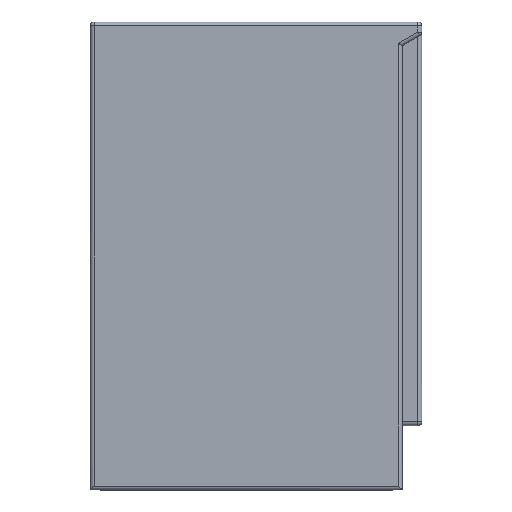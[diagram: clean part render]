
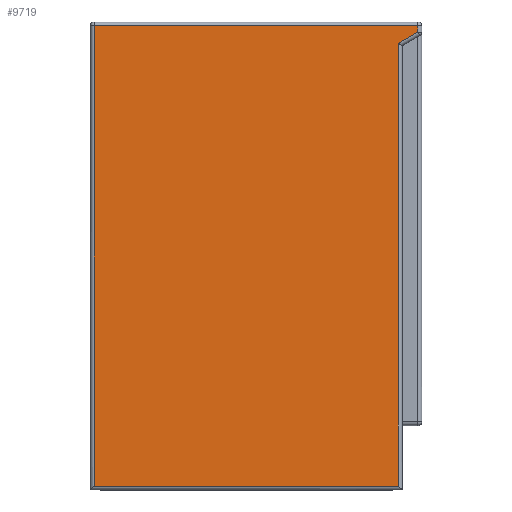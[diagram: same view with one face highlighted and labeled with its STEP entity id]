
A CAD part, front view. The second image highlights one B-rep face of the part: STEP entity #9719.
In plain terms, the highlighted planar face has unit normal (0, -1, 0).
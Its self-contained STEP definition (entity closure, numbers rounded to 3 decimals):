
#136 = ORIENTED_EDGE ( 'NONE', *, *, #13086, .T. ) ;
#238 = LINE ( 'NONE', #10353, #13654 ) ;
#457 = EDGE_CURVE ( 'NONE', #8389, #13329, #7904, .T. ) ;
#879 = CARTESIAN_POINT ( 'NONE',  ( 7.129, -11., 24.197 ) ) ;
#994 = EDGE_CURVE ( 'NONE', #2287, #6997, #1695, .T. ) ;
#1226 = VECTOR ( 'NONE', #6474, 1000. ) ;
#1695 = LINE ( 'NONE', #10379, #1857 ) ;
#1857 = VECTOR ( 'NONE', #10220, 1000. ) ;
#1907 = EDGE_CURVE ( 'NONE', #13329, #11934, #238, .T. ) ;
#2287 = VERTEX_POINT ( 'NONE', #9387 ) ;
#3675 = DIRECTION ( 'NONE',  ( 0., 0., 1. ) ) ;
#3968 = LINE ( 'NONE', #9351, #9675 ) ;
#4055 = ORIENTED_EDGE ( 'NONE', *, *, #457, .T. ) ;
#4405 = CARTESIAN_POINT ( 'NONE',  ( -9.171, -11., 0.716 ) ) ;
#5122 = ORIENTED_EDGE ( 'NONE', *, *, #7469, .T. ) ;
#5542 = DIRECTION ( 'NONE',  ( 0., 0., -1. ) ) ;
#5945 = CARTESIAN_POINT ( 'NONE',  ( -9.471, -11., 24.516 ) ) ;
#6474 = DIRECTION ( 'NONE',  ( 1., 0., 0. ) ) ;
#6870 = CARTESIAN_POINT ( 'NONE',  ( -9.171, -11., 24.516 ) ) ;
#6997 = VERTEX_POINT ( 'NONE', #7429 ) ;
#7057 = VERTEX_POINT ( 'NONE', #879 ) ;
#7203 = VECTOR ( 'NONE', #13652, 1000. ) ;
#7429 = CARTESIAN_POINT ( 'NONE',  ( 6.129, -11., 23.62 ) ) ;
#7469 = EDGE_CURVE ( 'NONE', #11934, #2287, #13028, .T. ) ;
#7823 = VECTOR ( 'NONE', #10712, 1000. ) ;
#7904 = LINE ( 'NONE', #6870, #7203 ) ;
#8279 = EDGE_CURVE ( 'NONE', #6997, #7057, #10851, .T. ) ;
#8302 = AXIS2_PLACEMENT_3D ( 'NONE', #4405, #12379, #5542 ) ;
#8389 = VERTEX_POINT ( 'NONE', #13190 ) ;
#8399 = CARTESIAN_POINT ( 'NONE',  ( 6.129, -11., 23.62 ) ) ;
#8714 = CARTESIAN_POINT ( 'NONE',  ( -9.171, -11., 0.916 ) ) ;
#8825 = PLANE ( 'NONE',  #8302 ) ;
#9351 = CARTESIAN_POINT ( 'NONE',  ( 7.129, -11., 0.716 ) ) ;
#9387 = CARTESIAN_POINT ( 'NONE',  ( 6.129, -11., 0.916 ) ) ;
#9675 = VECTOR ( 'NONE', #3675, 1000. ) ;
#9719 = ADVANCED_FACE ( 'NONE', ( #12072 ), #8825, .T. ) ;
#9895 = EDGE_LOOP ( 'NONE', ( #10212, #5122, #12471, #13018, #136, #4055 ) ) ;
#10212 = ORIENTED_EDGE ( 'NONE', *, *, #1907, .T. ) ;
#10220 = DIRECTION ( 'NONE',  ( 0., 0., 1. ) ) ;
#10353 = CARTESIAN_POINT ( 'NONE',  ( -9.471, -11., 0.716 ) ) ;
#10374 = DIRECTION ( 'NONE',  ( 0., 0., -1. ) ) ;
#10379 = CARTESIAN_POINT ( 'NONE',  ( 6.129, -11., 0.716 ) ) ;
#10712 = DIRECTION ( 'NONE',  ( 0.866, 0., 0.5 ) ) ;
#10851 = LINE ( 'NONE', #8399, #7823 ) ;
#11934 = VERTEX_POINT ( 'NONE', #14671 ) ;
#12072 = FACE_OUTER_BOUND ( 'NONE', #9895, .T. ) ;
#12379 = DIRECTION ( 'NONE',  ( 0., -1., 0. ) ) ;
#12471 = ORIENTED_EDGE ( 'NONE', *, *, #994, .T. ) ;
#13018 = ORIENTED_EDGE ( 'NONE', *, *, #8279, .T. ) ;
#13028 = LINE ( 'NONE', #8714, #1226 ) ;
#13086 = EDGE_CURVE ( 'NONE', #7057, #8389, #3968, .T. ) ;
#13190 = CARTESIAN_POINT ( 'NONE',  ( 7.129, -11., 24.516 ) ) ;
#13329 = VERTEX_POINT ( 'NONE', #5945 ) ;
#13652 = DIRECTION ( 'NONE',  ( -1., 0., 0. ) ) ;
#13654 = VECTOR ( 'NONE', #10374, 1000. ) ;
#14671 = CARTESIAN_POINT ( 'NONE',  ( -9.471, -11., 0.916 ) ) ;
